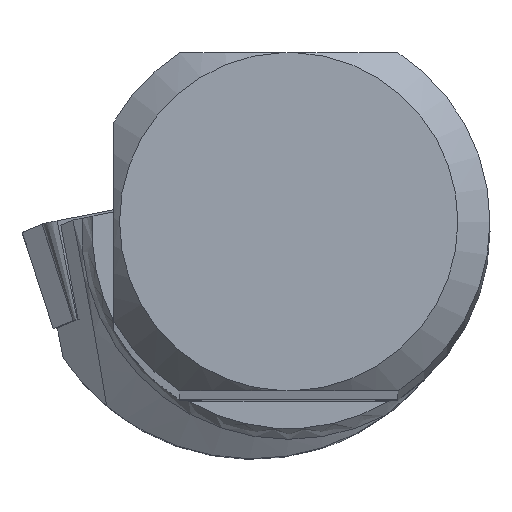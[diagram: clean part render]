
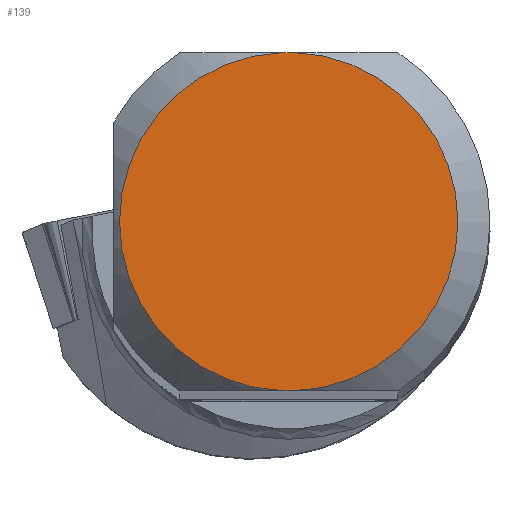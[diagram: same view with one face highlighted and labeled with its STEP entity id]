
A CAD part, top view. The second image highlights one B-rep face of the part: STEP entity #139.
In plain terms, the highlighted planar face has unit normal (0, 0, 1).
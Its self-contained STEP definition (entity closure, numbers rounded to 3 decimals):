
#104=PLANE('',#916);
#139=ADVANCED_FACE('',(#193),#104,.T.);
#193=FACE_OUTER_BOUND('',#240,.T.);
#240=EDGE_LOOP('',(#367,#368,#369,#370));
#286=CIRCLE('',#913,4.003);
#287=CIRCLE('',#915,4.003);
#367=ORIENTED_EDGE('',*,*,#666,.F.);
#368=ORIENTED_EDGE('',*,*,#667,.T.);
#369=ORIENTED_EDGE('',*,*,#662,.F.);
#370=ORIENTED_EDGE('',*,*,#668,.T.);
#573=VERTEX_POINT('',#1284);
#574=VERTEX_POINT('',#1285);
#575=VERTEX_POINT('',#1302);
#576=VERTEX_POINT('',#1303);
#662=EDGE_CURVE('',#573,#574,#286,.T.);
#666=EDGE_CURVE('',#575,#576,#287,.T.);
#667=EDGE_CURVE('',#575,#574,#772,.T.);
#668=EDGE_CURVE('',#573,#576,#773,.T.);
#772=LINE('',#1304,#840);
#773=LINE('',#1305,#841);
#840=VECTOR('',#1050,1.);
#841=VECTOR('',#1051,1.);
#913=AXIS2_PLACEMENT_3D('',#1283,#1044,#1045);
#915=AXIS2_PLACEMENT_3D('',#1301,#1048,#1049);
#916=AXIS2_PLACEMENT_3D('',#1306,#1052,#1053);
#1044=DIRECTION('',(0.,0.,-1.));
#1045=DIRECTION('',(0.,-1.,0.));
#1048=DIRECTION('',(0.,0.,-1.));
#1049=DIRECTION('',(0.,-1.,0.));
#1050=DIRECTION('',(-1.,0.,0.));
#1051=DIRECTION('',(1.,0.,0.));
#1052=DIRECTION('',(0.,0.,1.));
#1053=DIRECTION('',(0.,-1.,0.));
#1283=CARTESIAN_POINT('',(0.,0.,116.87));
#1284=CARTESIAN_POINT('',(-0.141,-4.,116.87));
#1285=CARTESIAN_POINT('',(-0.141,4.,116.87));
#1301=CARTESIAN_POINT('',(0.,0.,116.87));
#1302=CARTESIAN_POINT('',(0.141,4.,116.87));
#1303=CARTESIAN_POINT('',(0.141,-4.,116.87));
#1304=CARTESIAN_POINT('',(-4.003,4.,116.87));
#1305=CARTESIAN_POINT('',(-4.003,-4.,116.87));
#1306=CARTESIAN_POINT('',(-4.003,0.,116.87));
